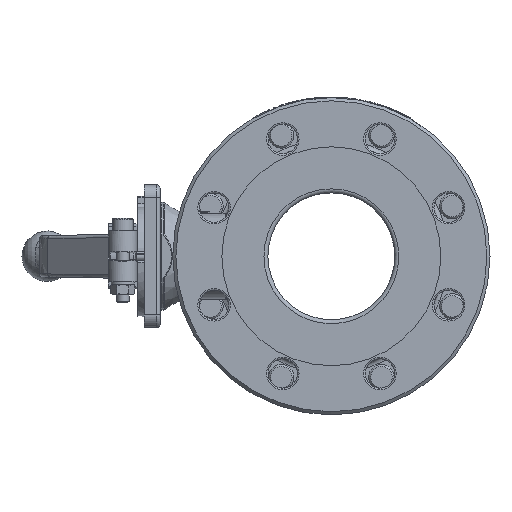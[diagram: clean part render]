
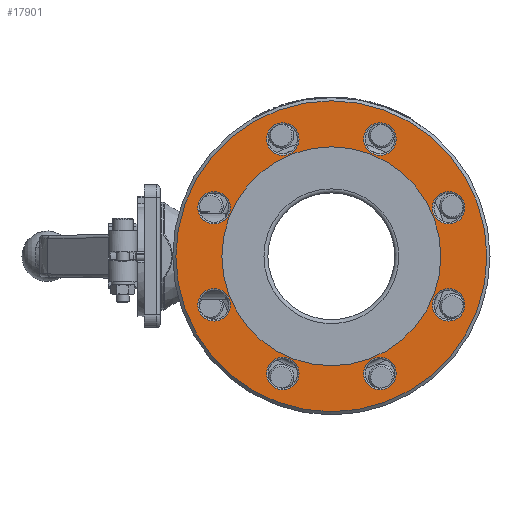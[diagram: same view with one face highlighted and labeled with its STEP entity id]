
A CAD part, left-side view. The second image highlights one B-rep face of the part: STEP entity #17901.
In plain terms, the highlighted planar face has unit normal (-1, 0, 0).
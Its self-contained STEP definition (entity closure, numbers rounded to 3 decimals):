
#775 = EDGE_CURVE ( 'NONE', #2469, #2469, #1847, .T. ) ;
#1121 = VERTEX_POINT ( 'NONE', #16915 ) ;
#1847 = CIRCLE ( 'NONE', #24970, 10.25 ) ;
#2351 = EDGE_LOOP ( 'NONE', ( #17434 ) ) ;
#2469 = VERTEX_POINT ( 'NONE', #10747 ) ;
#3005 = FACE_BOUND ( 'NONE', #49032, .T. ) ;
#3039 = DIRECTION ( 'NONE',  ( 1., 0., 0. ) ) ;
#3256 = FACE_BOUND ( 'NONE', #5167, .T. ) ;
#4146 = CARTESIAN_POINT ( 'NONE',  ( -55.5, 60., 0. ) ) ;
#4389 = VERTEX_POINT ( 'NONE', #30913 ) ;
#4621 = EDGE_CURVE ( 'NONE', #11498, #11498, #8683, .T. ) ;
#5167 = EDGE_LOOP ( 'NONE', ( #10319 ) ) ;
#5417 = CIRCLE ( 'NONE', #25467, 10.25 ) ;
#5702 = ORIENTED_EDGE ( 'NONE', *, *, #4621, .T. ) ;
#6231 = DIRECTION ( 'NONE',  ( 0., 0., 1. ) ) ;
#6756 = AXIS2_PLACEMENT_3D ( 'NONE', #18454, #8331, #33684 ) ;
#7436 = AXIS2_PLACEMENT_3D ( 'NONE', #27271, #19746, #8952 ) ;
#8082 = CIRCLE ( 'NONE', #14514, 10.25 ) ;
#8331 = DIRECTION ( 'NONE',  ( 1., 0., 0. ) ) ;
#8489 = ORIENTED_EDGE ( 'NONE', *, *, #31489, .T. ) ;
#8683 = CIRCLE ( 'NONE', #42278, 10.25 ) ;
#8952 = DIRECTION ( 'NONE',  ( 0., 1., 0. ) ) ;
#10319 = ORIENTED_EDGE ( 'NONE', *, *, #775, .T. ) ;
#10747 = CARTESIAN_POINT ( 'NONE',  ( -55.5, 21.615, 84.16 ) ) ;
#10898 = EDGE_CURVE ( 'NONE', #12227, #12227, #33305, .T. ) ;
#11026 = DIRECTION ( 'NONE',  ( -1., 0., 0. ) ) ;
#11498 = VERTEX_POINT ( 'NONE', #38271 ) ;
#11536 = FACE_BOUND ( 'NONE', #33934, .T. ) ;
#11546 = DIRECTION ( 'NONE',  ( 1., 0., 0. ) ) ;
#12227 = VERTEX_POINT ( 'NONE', #46067 ) ;
#12936 = EDGE_LOOP ( 'NONE', ( #8489 ) ) ;
#13821 = ORIENTED_EDGE ( 'NONE', *, *, #24349, .F. ) ;
#14514 = AXIS2_PLACEMENT_3D ( 'NONE', #37015, #18015, #6231 ) ;
#15290 = PLANE ( 'NONE',  #29479 ) ;
#15787 = CARTESIAN_POINT ( 'NONE',  ( -55.5, -9., 0. ) ) ;
#16190 = CARTESIAN_POINT ( 'NONE',  ( -55.5, -82.91, -30.615 ) ) ;
#16334 = AXIS2_PLACEMENT_3D ( 'NONE', #29348, #3039, #41631 ) ;
#16537 = CARTESIAN_POINT ( 'NONE',  ( -55.5, 21.615, 73.91 ) ) ;
#16915 = CARTESIAN_POINT ( 'NONE',  ( -55.5, -39.615, 84.16 ) ) ;
#17434 = ORIENTED_EDGE ( 'NONE', *, *, #32932, .T. ) ;
#17901 = ADVANCED_FACE ( 'NONE', ( #22312, #3256, #18553, #41849, #48642, #11536, #3005, #44874, #33784, #26338 ), #15290, .T. ) ;
#18015 = DIRECTION ( 'NONE',  ( 1., 0., 0. ) ) ;
#18216 = DIRECTION ( 'NONE',  ( 1., 0., 0. ) ) ;
#18454 = CARTESIAN_POINT ( 'NONE',  ( -55.5, 21.615, -73.91 ) ) ;
#18553 = FACE_BOUND ( 'NONE', #27353, .T. ) ;
#18639 = CIRCLE ( 'NONE', #7436, 98. ) ;
#18736 = CIRCLE ( 'NONE', #16334, 10.25 ) ;
#19746 = DIRECTION ( 'NONE',  ( 1., 0., 0. ) ) ;
#21776 = DIRECTION ( 'NONE',  ( 0., 0., 1. ) ) ;
#22312 = FACE_OUTER_BOUND ( 'NONE', #31192, .T. ) ;
#22545 = ORIENTED_EDGE ( 'NONE', *, *, #31257, .T. ) ;
#22819 = CARTESIAN_POINT ( 'NONE',  ( -55.5, -39.615, -73.91 ) ) ;
#23507 = AXIS2_PLACEMENT_3D ( 'NONE', #15787, #11546, #49385 ) ;
#24349 = EDGE_CURVE ( 'NONE', #44782, #44782, #18639, .T. ) ;
#24703 = DIRECTION ( 'NONE',  ( 1., 0., 0. ) ) ;
#24844 = ORIENTED_EDGE ( 'NONE', *, *, #47751, .T. ) ;
#24970 = AXIS2_PLACEMENT_3D ( 'NONE', #16537, #44832, #21776 ) ;
#25048 = DIRECTION ( 'NONE',  ( 0., 0., 1. ) ) ;
#25149 = CIRCLE ( 'NONE', #6756, 10.25 ) ;
#25439 = EDGE_LOOP ( 'NONE', ( #5702 ) ) ;
#25467 = AXIS2_PLACEMENT_3D ( 'NONE', #30208, #18216, #37982 ) ;
#26338 = FACE_BOUND ( 'NONE', #26842, .T. ) ;
#26842 = EDGE_LOOP ( 'NONE', ( #30754 ) ) ;
#26966 = VERTEX_POINT ( 'NONE', #34902 ) ;
#27271 = CARTESIAN_POINT ( 'NONE',  ( -55.5, -9., 0. ) ) ;
#27353 = EDGE_LOOP ( 'NONE', ( #28790 ) ) ;
#28790 = ORIENTED_EDGE ( 'NONE', *, *, #42658, .T. ) ;
#29334 = AXIS2_PLACEMENT_3D ( 'NONE', #22819, #46114, #45141 ) ;
#29348 = CARTESIAN_POINT ( 'NONE',  ( -55.5, 64.91, -30.615 ) ) ;
#29479 = AXIS2_PLACEMENT_3D ( 'NONE', #38308, #11026, #49137 ) ;
#30208 = CARTESIAN_POINT ( 'NONE',  ( -55.5, -39.615, 73.91 ) ) ;
#30754 = ORIENTED_EDGE ( 'NONE', *, *, #35879, .T. ) ;
#30913 = CARTESIAN_POINT ( 'NONE',  ( -55.5, 64.91, 40.865 ) ) ;
#31192 = EDGE_LOOP ( 'NONE', ( #13821 ) ) ;
#31257 = EDGE_CURVE ( 'NONE', #26966, #26966, #25149, .T. ) ;
#31489 = EDGE_CURVE ( 'NONE', #37973, #37973, #18736, .T. ) ;
#31510 = ORIENTED_EDGE ( 'NONE', *, *, #10898, .T. ) ;
#32932 = EDGE_CURVE ( 'NONE', #4389, #4389, #8082, .T. ) ;
#33305 = CIRCLE ( 'NONE', #29334, 10.25 ) ;
#33684 = DIRECTION ( 'NONE',  ( 0., 0., 1. ) ) ;
#33784 = FACE_BOUND ( 'NONE', #2351, .T. ) ;
#33934 = EDGE_LOOP ( 'NONE', ( #31510 ) ) ;
#34414 = VERTEX_POINT ( 'NONE', #4146 ) ;
#34902 = CARTESIAN_POINT ( 'NONE',  ( -55.5, 21.615, -63.66 ) ) ;
#35413 = DIRECTION ( 'NONE',  ( 0., 0., 1. ) ) ;
#35879 = EDGE_CURVE ( 'NONE', #34414, #34414, #41100, .T. ) ;
#35943 = EDGE_LOOP ( 'NONE', ( #24844 ) ) ;
#36403 = CARTESIAN_POINT ( 'NONE',  ( -55.5, -82.91, -20.365 ) ) ;
#37015 = CARTESIAN_POINT ( 'NONE',  ( -55.5, 64.91, 30.615 ) ) ;
#37973 = VERTEX_POINT ( 'NONE', #45772 ) ;
#37982 = DIRECTION ( 'NONE',  ( 0., 0., 1. ) ) ;
#38271 = CARTESIAN_POINT ( 'NONE',  ( -55.5, -82.91, 40.865 ) ) ;
#38308 = CARTESIAN_POINT ( 'NONE',  ( -55.5, 74.5, 0. ) ) ;
#39312 = DIRECTION ( 'NONE',  ( 1., 0., 0. ) ) ;
#39574 = CARTESIAN_POINT ( 'NONE',  ( -55.5, -82.91, 30.615 ) ) ;
#39738 = CIRCLE ( 'NONE', #46174, 10.25 ) ;
#40694 = VERTEX_POINT ( 'NONE', #36403 ) ;
#41100 = CIRCLE ( 'NONE', #23507, 69. ) ;
#41631 = DIRECTION ( 'NONE',  ( 0., 0., 1. ) ) ;
#41849 = FACE_BOUND ( 'NONE', #25439, .T. ) ;
#42278 = AXIS2_PLACEMENT_3D ( 'NONE', #39574, #39312, #25048 ) ;
#42658 = EDGE_CURVE ( 'NONE', #1121, #1121, #5417, .T. ) ;
#44782 = VERTEX_POINT ( 'NONE', #48306 ) ;
#44832 = DIRECTION ( 'NONE',  ( 1., 0., 0. ) ) ;
#44874 = FACE_BOUND ( 'NONE', #12936, .T. ) ;
#45141 = DIRECTION ( 'NONE',  ( 0., 0., 1. ) ) ;
#45772 = CARTESIAN_POINT ( 'NONE',  ( -55.5, 64.91, -20.365 ) ) ;
#46067 = CARTESIAN_POINT ( 'NONE',  ( -55.5, -39.615, -63.66 ) ) ;
#46114 = DIRECTION ( 'NONE',  ( 1., 0., 0. ) ) ;
#46174 = AXIS2_PLACEMENT_3D ( 'NONE', #16190, #24703, #35413 ) ;
#47751 = EDGE_CURVE ( 'NONE', #40694, #40694, #39738, .T. ) ;
#48306 = CARTESIAN_POINT ( 'NONE',  ( -55.5, 89., 0. ) ) ;
#48642 = FACE_BOUND ( 'NONE', #35943, .T. ) ;
#49032 = EDGE_LOOP ( 'NONE', ( #22545 ) ) ;
#49137 = DIRECTION ( 'NONE',  ( 0., 0., 1. ) ) ;
#49385 = DIRECTION ( 'NONE',  ( 0., 1., 0. ) ) ;
